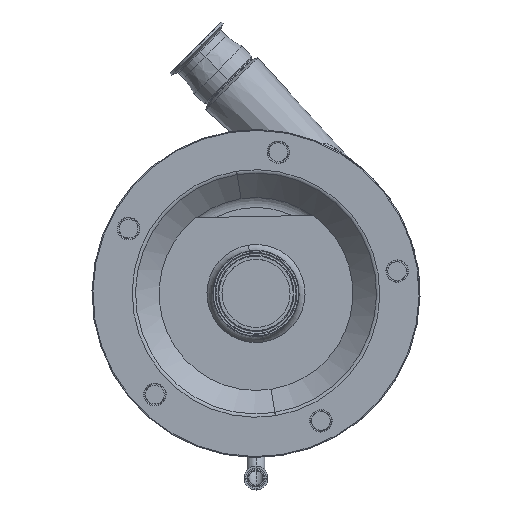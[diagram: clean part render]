
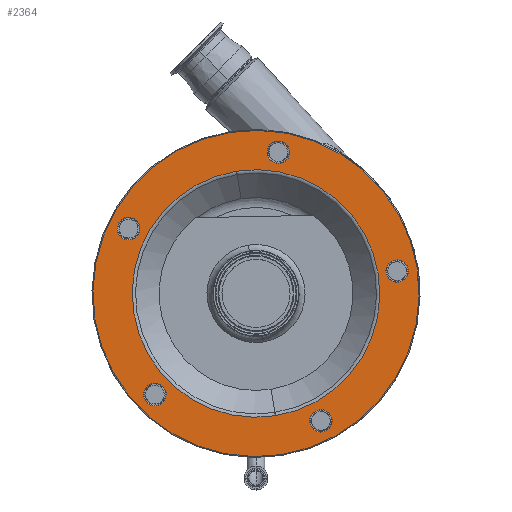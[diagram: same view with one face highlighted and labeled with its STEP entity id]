
A CAD part, top view. The second image highlights one B-rep face of the part: STEP entity #2364.
In plain terms, the highlighted planar face has unit normal (0, 0, 1).
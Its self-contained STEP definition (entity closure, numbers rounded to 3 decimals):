
#80 = CARTESIAN_POINT ( 'NONE',  ( -105.957, -119.686, 96.5 ) ) ;
#174 = CIRCLE ( 'NONE', #1333, 12. ) ;
#217 = DIRECTION ( 'NONE',  ( 0., 0., -1. ) ) ;
#321 = DIRECTION ( 'NONE',  ( 0.156, -0.988, 0. ) ) ;
#325 = CIRCLE ( 'NONE', #12254, 12. ) ;
#369 = VERTEX_POINT ( 'NONE', #8272 ) ;
#517 = EDGE_LOOP ( 'NONE', ( #6878, #6833 ) ) ;
#522 = EDGE_CURVE ( 'NONE', #4732, #17502, #2889, .T. ) ;
#585 = CARTESIAN_POINT ( 'NONE',  ( 69.234, -135.878, 96.5 ) ) ;
#616 = DIRECTION ( 'NONE',  ( 0., 0., -1. ) ) ;
#670 = VERTEX_POINT ( 'NONE', #13945 ) ;
#822 = AXIS2_PLACEMENT_3D ( 'NONE', #886, #616, #4975 ) ;
#869 = AXIS2_PLACEMENT_3D ( 'NONE', #15376, #4786, #15644 ) ;
#886 = CARTESIAN_POINT ( 'NONE',  ( 69.234, -135.878, 96.5 ) ) ;
#1130 = CARTESIAN_POINT ( 'NONE',  ( -137.756, 81.086, 96.5 ) ) ;
#1209 = FACE_BOUND ( 'NONE', #517, .T. ) ;
#1333 = AXIS2_PLACEMENT_3D ( 'NONE', #9455, #6971, #12393 ) ;
#1390 = DIRECTION ( 'NONE',  ( 0., 0., -1. ) ) ;
#1648 = CARTESIAN_POINT ( 'NONE',  ( -20.66, 130.445, 96.5 ) ) ;
#1661 = CARTESIAN_POINT ( 'NONE',  ( 20.66, -130.445, 96.5 ) ) ;
#1842 = ORIENTED_EDGE ( 'NONE', *, *, #3974, .T. ) ;
#1923 = EDGE_CURVE ( 'NONE', #17142, #369, #6643, .T. ) ;
#1940 = DIRECTION ( 'NONE',  ( 0., 0., -1. ) ) ;
#2330 = CARTESIAN_POINT ( 'NONE',  ( -107.834, -107.834, 96.5 ) ) ;
#2364 = ADVANCED_FACE ( 'NONE', ( #17310, #1209, #10356, #3782, #17226, #10451, #9459 ), #17484, .F. ) ;
#2466 = EDGE_CURVE ( 'NONE', #13373, #9911, #5142, .T. ) ;
#2795 = CARTESIAN_POINT ( 'NONE',  ( 21.979, 162.475, 96.5 ) ) ;
#2842 = DIRECTION ( 'NONE',  ( 0.156, -0.988, 0. ) ) ;
#2889 = CIRCLE ( 'NONE', #15099, 12. ) ;
#3133 = EDGE_CURVE ( 'NONE', #670, #14119, #13883, .T. ) ;
#3189 = DIRECTION ( 'NONE',  ( 0., 0., -1. ) ) ;
#3310 = CIRCLE ( 'NONE', #13767, 12. ) ;
#3498 = ORIENTED_EDGE ( 'NONE', *, *, #3133, .T. ) ;
#3533 = DIRECTION ( 'NONE',  ( 0.156, -0.988, 0. ) ) ;
#3571 = DIRECTION ( 'NONE',  ( 0.156, -0.988, 0. ) ) ;
#3782 = FACE_BOUND ( 'NONE', #15384, .T. ) ;
#3821 = DIRECTION ( 'NONE',  ( 0., 0., -1. ) ) ;
#3861 = CIRCLE ( 'NONE', #6692, 174. ) ;
#3974 = EDGE_CURVE ( 'NONE', #14119, #670, #7092, .T. ) ;
#3988 = CARTESIAN_POINT ( 'NONE',  ( -109.711, -95.982, 96.5 ) ) ;
#4162 = AXIS2_PLACEMENT_3D ( 'NONE', #6377, #6215, #14477 ) ;
#4436 = CARTESIAN_POINT ( 'NONE',  ( 0., 0., 96.5 ) ) ;
#4440 = AXIS2_PLACEMENT_3D ( 'NONE', #4436, #15471, #11369 ) ;
#4592 = DIRECTION ( 'NONE',  ( 0.156, -0.988, 0. ) ) ;
#4732 = VERTEX_POINT ( 'NONE', #2795 ) ;
#4740 = CIRCLE ( 'NONE', #4162, 12. ) ;
#4786 = DIRECTION ( 'NONE',  ( 0., 0., -1. ) ) ;
#4975 = DIRECTION ( 'NONE',  ( 0.156, -0.988, 0. ) ) ;
#5094 = ORIENTED_EDGE ( 'NONE', *, *, #16828, .T. ) ;
#5117 = EDGE_LOOP ( 'NONE', ( #9738, #6355 ) ) ;
#5142 = CIRCLE ( 'NONE', #15386, 132.071 ) ;
#5220 = AXIS2_PLACEMENT_3D ( 'NONE', #15565, #14296, #3533 ) ;
#5681 = AXIS2_PLACEMENT_3D ( 'NONE', #585, #16975, #321 ) ;
#5935 = ORIENTED_EDGE ( 'NONE', *, *, #10105, .T. ) ;
#5990 = CIRCLE ( 'NONE', #869, 12. ) ;
#6148 = CIRCLE ( 'NONE', #4440, 132.071 ) ;
#6215 = DIRECTION ( 'NONE',  ( 0., 0., -1. ) ) ;
#6246 = CARTESIAN_POINT ( 'NONE',  ( 0., 0., 96.5 ) ) ;
#6269 = ORIENTED_EDGE ( 'NONE', *, *, #16708, .T. ) ;
#6355 = ORIENTED_EDGE ( 'NONE', *, *, #10702, .F. ) ;
#6377 = CARTESIAN_POINT ( 'NONE',  ( 23.856, 150.622, 96.5 ) ) ;
#6445 = CIRCLE ( 'NONE', #8129, 12. ) ;
#6643 = CIRCLE ( 'NONE', #5220, 174. ) ;
#6692 = AXIS2_PLACEMENT_3D ( 'NONE', #6246, #9240, #10317 ) ;
#6801 = DIRECTION ( 'NONE',  ( 0., 0., -1. ) ) ;
#6833 = ORIENTED_EDGE ( 'NONE', *, *, #14963, .T. ) ;
#6878 = ORIENTED_EDGE ( 'NONE', *, *, #6896, .T. ) ;
#6896 = EDGE_CURVE ( 'NONE', #11824, #9730, #13282, .T. ) ;
#6971 = DIRECTION ( 'NONE',  ( 0., 0., -1. ) ) ;
#7092 = CIRCLE ( 'NONE', #5681, 12. ) ;
#7204 = EDGE_LOOP ( 'NONE', ( #13173, #6269 ) ) ;
#7726 = EDGE_CURVE ( 'NONE', #11476, #11677, #5990, .T. ) ;
#8025 = CARTESIAN_POINT ( 'NONE',  ( 148.745, 35.709, 96.5 ) ) ;
#8029 = CARTESIAN_POINT ( 'NONE',  ( 0., 0., 96.5 ) ) ;
#8097 = CARTESIAN_POINT ( 'NONE',  ( 152.5, 12.004, 96.5 ) ) ;
#8129 = AXIS2_PLACEMENT_3D ( 'NONE', #16791, #3189, #4592 ) ;
#8272 = CARTESIAN_POINT ( 'NONE',  ( -27.22, 171.858, 96.5 ) ) ;
#8378 = CARTESIAN_POINT ( 'NONE',  ( -27.22, 171.858, 96.5 ) ) ;
#9240 = DIRECTION ( 'NONE',  ( 0., 0., -1. ) ) ;
#9377 = CARTESIAN_POINT ( 'NONE',  ( -134.001, 57.381, 96.5 ) ) ;
#9451 = CARTESIAN_POINT ( 'NONE',  ( 71.111, -147.731, 96.5 ) ) ;
#9455 = CARTESIAN_POINT ( 'NONE',  ( -135.878, 69.234, 96.5 ) ) ;
#9459 = FACE_BOUND ( 'NONE', #7204, .T. ) ;
#9730 = VERTEX_POINT ( 'NONE', #9377 ) ;
#9738 = ORIENTED_EDGE ( 'NONE', *, *, #1923, .F. ) ;
#9911 = VERTEX_POINT ( 'NONE', #1648 ) ;
#10105 = EDGE_CURVE ( 'NONE', #10448, #14757, #325, .T. ) ;
#10154 = EDGE_LOOP ( 'NONE', ( #14116, #14721 ) ) ;
#10221 = EDGE_LOOP ( 'NONE', ( #10622, #5935 ) ) ;
#10317 = DIRECTION ( 'NONE',  ( 0.156, -0.988, 0. ) ) ;
#10356 = FACE_BOUND ( 'NONE', #10154, .T. ) ;
#10448 = VERTEX_POINT ( 'NONE', #8097 ) ;
#10451 = FACE_OUTER_BOUND ( 'NONE', #5117, .T. ) ;
#10622 = ORIENTED_EDGE ( 'NONE', *, *, #17032, .T. ) ;
#10702 = EDGE_CURVE ( 'NONE', #369, #17142, #3861, .T. ) ;
#10921 = AXIS2_PLACEMENT_3D ( 'NONE', #8378, #1390, #15164 ) ;
#11369 = DIRECTION ( 'NONE',  ( 0.156, -0.988, 0. ) ) ;
#11476 = VERTEX_POINT ( 'NONE', #80 ) ;
#11677 = VERTEX_POINT ( 'NONE', #3988 ) ;
#11824 = VERTEX_POINT ( 'NONE', #1130 ) ;
#12254 = AXIS2_PLACEMENT_3D ( 'NONE', #14029, #1940, #12785 ) ;
#12393 = DIRECTION ( 'NONE',  ( 0.156, -0.988, 0. ) ) ;
#12493 = CARTESIAN_POINT ( 'NONE',  ( -135.878, 69.234, 96.5 ) ) ;
#12785 = DIRECTION ( 'NONE',  ( 0.156, -0.988, 0. ) ) ;
#13173 = ORIENTED_EDGE ( 'NONE', *, *, #2466, .T. ) ;
#13282 = CIRCLE ( 'NONE', #16736, 12. ) ;
#13334 = DIRECTION ( 'NONE',  ( 0., 0., -1. ) ) ;
#13373 = VERTEX_POINT ( 'NONE', #1661 ) ;
#13751 = CARTESIAN_POINT ( 'NONE',  ( 23.856, 150.622, 96.5 ) ) ;
#13767 = AXIS2_PLACEMENT_3D ( 'NONE', #2330, #3821, #3571 ) ;
#13823 = DIRECTION ( 'NONE',  ( 0.156, -0.988, 0. ) ) ;
#13883 = CIRCLE ( 'NONE', #822, 12. ) ;
#13918 = DIRECTION ( 'NONE',  ( 0.156, -0.988, 0. ) ) ;
#13945 = CARTESIAN_POINT ( 'NONE',  ( 67.356, -124.026, 96.5 ) ) ;
#14029 = CARTESIAN_POINT ( 'NONE',  ( 150.622, 23.856, 96.5 ) ) ;
#14116 = ORIENTED_EDGE ( 'NONE', *, *, #15417, .T. ) ;
#14119 = VERTEX_POINT ( 'NONE', #9451 ) ;
#14296 = DIRECTION ( 'NONE',  ( 0., 0., -1. ) ) ;
#14477 = DIRECTION ( 'NONE',  ( 0.156, -0.988, 0. ) ) ;
#14721 = ORIENTED_EDGE ( 'NONE', *, *, #7726, .T. ) ;
#14757 = VERTEX_POINT ( 'NONE', #8025 ) ;
#14963 = EDGE_CURVE ( 'NONE', #9730, #11824, #174, .T. ) ;
#15099 = AXIS2_PLACEMENT_3D ( 'NONE', #13751, #13334, #2842 ) ;
#15164 = DIRECTION ( 'NONE',  ( 0.156, -0.988, 0. ) ) ;
#15376 = CARTESIAN_POINT ( 'NONE',  ( -107.834, -107.834, 96.5 ) ) ;
#15384 = EDGE_LOOP ( 'NONE', ( #3498, #1842 ) ) ;
#15386 = AXIS2_PLACEMENT_3D ( 'NONE', #8029, #6801, #13823 ) ;
#15417 = EDGE_CURVE ( 'NONE', #11677, #11476, #3310, .T. ) ;
#15471 = DIRECTION ( 'NONE',  ( 0., 0., -1. ) ) ;
#15565 = CARTESIAN_POINT ( 'NONE',  ( 0., 0., 96.5 ) ) ;
#15644 = DIRECTION ( 'NONE',  ( 0.156, -0.988, 0. ) ) ;
#15769 = CARTESIAN_POINT ( 'NONE',  ( 27.22, -171.858, 96.5 ) ) ;
#15796 = ORIENTED_EDGE ( 'NONE', *, *, #522, .T. ) ;
#16708 = EDGE_CURVE ( 'NONE', #9911, #13373, #6148, .T. ) ;
#16736 = AXIS2_PLACEMENT_3D ( 'NONE', #12493, #217, #13918 ) ;
#16791 = CARTESIAN_POINT ( 'NONE',  ( 150.622, 23.856, 96.5 ) ) ;
#16828 = EDGE_CURVE ( 'NONE', #17502, #4732, #4740, .T. ) ;
#16931 = CARTESIAN_POINT ( 'NONE',  ( 25.733, 138.77, 96.5 ) ) ;
#16975 = DIRECTION ( 'NONE',  ( 0., 0., -1. ) ) ;
#17032 = EDGE_CURVE ( 'NONE', #14757, #10448, #6445, .T. ) ;
#17142 = VERTEX_POINT ( 'NONE', #15769 ) ;
#17226 = FACE_BOUND ( 'NONE', #10221, .T. ) ;
#17310 = FACE_BOUND ( 'NONE', #17613, .T. ) ;
#17484 = PLANE ( 'NONE',  #10921 ) ;
#17502 = VERTEX_POINT ( 'NONE', #16931 ) ;
#17613 = EDGE_LOOP ( 'NONE', ( #15796, #5094 ) ) ;
